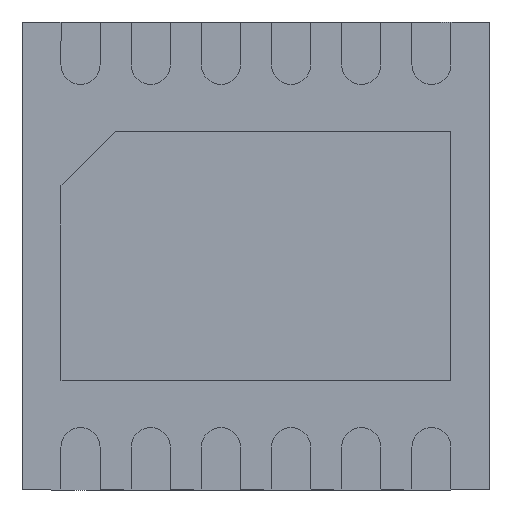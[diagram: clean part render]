
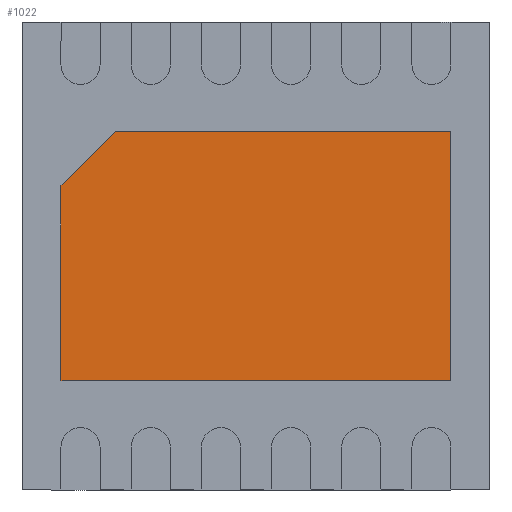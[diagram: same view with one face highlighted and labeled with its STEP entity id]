
A CAD part, front view. The second image highlights one B-rep face of the part: STEP entity #1022.
In plain terms, the highlighted planar face has unit normal (0, -1, 0).
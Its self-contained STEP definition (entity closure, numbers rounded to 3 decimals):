
#121 = VERTEX_POINT ( 'NONE', #448 ) ;
#235 = VECTOR ( 'NONE', #877, 1000. ) ;
#250 = DIRECTION ( 'NONE',  ( 1., 0., 0. ) ) ;
#302 = EDGE_CURVE ( 'NONE', #1493, #4415, #3508, .T. ) ;
#448 = CARTESIAN_POINT ( 'NONE',  ( -0.9, 0., 0.8 ) ) ;
#492 = EDGE_LOOP ( 'NONE', ( #965, #2215, #3009, #4373, #1470 ) ) ;
#512 = VERTEX_POINT ( 'NONE', #1721 ) ;
#758 = FACE_OUTER_BOUND ( 'NONE', #492, .T. ) ;
#841 = CARTESIAN_POINT ( 'NONE',  ( 1.25, 0., 0.8 ) ) ;
#877 = DIRECTION ( 'NONE',  ( -1., 0., 0. ) ) ;
#881 = CARTESIAN_POINT ( 'NONE',  ( 1.25, 0., -0.8 ) ) ;
#925 = LINE ( 'NONE', #3913, #2438 ) ;
#965 = ORIENTED_EDGE ( 'NONE', *, *, #302, .T. ) ;
#1022 = ADVANCED_FACE ( 'NONE', ( #758 ), #2356, .T. ) ;
#1208 = CARTESIAN_POINT ( 'NONE',  ( -1.25, 0., -0.8 ) ) ;
#1238 = DIRECTION ( 'NONE',  ( 0., 0., 1. ) ) ;
#1316 = EDGE_CURVE ( 'NONE', #121, #512, #925, .T. ) ;
#1470 = ORIENTED_EDGE ( 'NONE', *, *, #1684, .T. ) ;
#1472 = EDGE_CURVE ( 'NONE', #512, #1773, #2647, .T. ) ;
#1493 = VERTEX_POINT ( 'NONE', #1562 ) ;
#1544 = AXIS2_PLACEMENT_3D ( 'NONE', #2643, #3042, #3079 ) ;
#1562 = CARTESIAN_POINT ( 'NONE',  ( 1.25, 0., -0.8 ) ) ;
#1684 = EDGE_CURVE ( 'NONE', #1773, #1493, #4576, .T. ) ;
#1721 = CARTESIAN_POINT ( 'NONE',  ( -1.25, 0., 0.45 ) ) ;
#1754 = LINE ( 'NONE', #841, #235 ) ;
#1773 = VERTEX_POINT ( 'NONE', #3477 ) ;
#1781 = CARTESIAN_POINT ( 'NONE',  ( 1.25, 0., 0.8 ) ) ;
#2125 = VECTOR ( 'NONE', #1238, 1000. ) ;
#2202 = EDGE_CURVE ( 'NONE', #4415, #121, #1754, .T. ) ;
#2215 = ORIENTED_EDGE ( 'NONE', *, *, #2202, .T. ) ;
#2356 = PLANE ( 'NONE',  #1544 ) ;
#2438 = VECTOR ( 'NONE', #2503, 1000. ) ;
#2503 = DIRECTION ( 'NONE',  ( -0.707, 0., -0.707 ) ) ;
#2643 = CARTESIAN_POINT ( 'NONE',  ( 0., 0., 0. ) ) ;
#2647 = LINE ( 'NONE', #1208, #4458 ) ;
#2812 = CARTESIAN_POINT ( 'NONE',  ( 1.25, 0., -0.8 ) ) ;
#3009 = ORIENTED_EDGE ( 'NONE', *, *, #1316, .T. ) ;
#3042 = DIRECTION ( 'NONE',  ( 0., -1., 0. ) ) ;
#3079 = DIRECTION ( 'NONE',  ( 0., 0., -1. ) ) ;
#3477 = CARTESIAN_POINT ( 'NONE',  ( -1.25, 0., -0.8 ) ) ;
#3508 = LINE ( 'NONE', #881, #2125 ) ;
#3665 = DIRECTION ( 'NONE',  ( 0., 0., -1. ) ) ;
#3913 = CARTESIAN_POINT ( 'NONE',  ( -0.9, 0., 0.8 ) ) ;
#3975 = VECTOR ( 'NONE', #250, 1000. ) ;
#4373 = ORIENTED_EDGE ( 'NONE', *, *, #1472, .T. ) ;
#4415 = VERTEX_POINT ( 'NONE', #1781 ) ;
#4458 = VECTOR ( 'NONE', #3665, 1000. ) ;
#4576 = LINE ( 'NONE', #2812, #3975 ) ;
